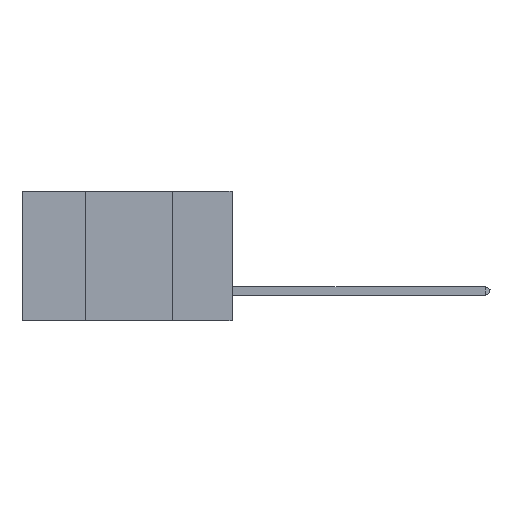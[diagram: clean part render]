
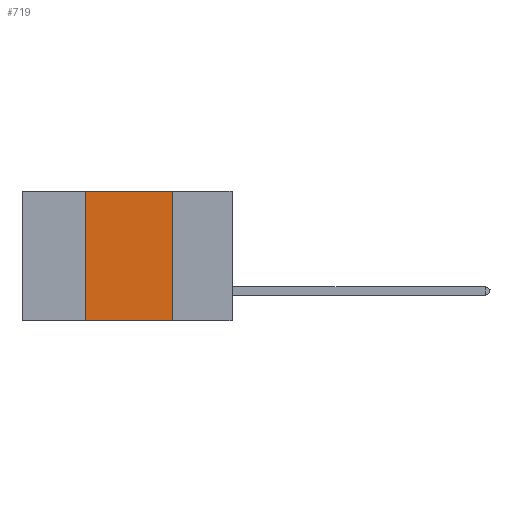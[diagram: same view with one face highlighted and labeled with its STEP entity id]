
A CAD part, left-side view. The second image highlights one B-rep face of the part: STEP entity #719.
In plain terms, the highlighted planar face has unit normal (-1, 0, 0).
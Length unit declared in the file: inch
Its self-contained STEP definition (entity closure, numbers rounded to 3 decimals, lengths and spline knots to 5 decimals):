
#36 = ORIENTED_EDGE ( 'NONE', *, *, #17306, .F. ) ;
#719 = ADVANCED_FACE ( 'NONE', ( #2894 ), #16550, .F. ) ;
#1032 = DIRECTION ( 'NONE',  ( 0., 0., -1. ) ) ;
#1160 = VERTEX_POINT ( 'NONE', #2384 ) ;
#2384 = CARTESIAN_POINT ( 'NONE',  ( 0., 0.42, 0. ) ) ;
#2894 = FACE_OUTER_BOUND ( 'NONE', #13456, .T. ) ;
#4043 = ORIENTED_EDGE ( 'NONE', *, *, #20540, .F. ) ;
#4482 = VECTOR ( 'NONE', #6976, 39.37008 ) ;
#4697 = DIRECTION ( 'NONE',  ( 1., 0., 0. ) ) ;
#5473 = VERTEX_POINT ( 'NONE', #18896 ) ;
#5659 = CARTESIAN_POINT ( 'NONE',  ( 0., 0.17, -0.37 ) ) ;
#6312 = LINE ( 'NONE', #12994, #4482 ) ;
#6656 = DIRECTION ( 'NONE',  ( 0., 0., -1. ) ) ;
#6976 = DIRECTION ( 'NONE',  ( 0., -1., 0. ) ) ;
#7279 = VERTEX_POINT ( 'NONE', #16836 ) ;
#7415 = VECTOR ( 'NONE', #1032, 39.37008 ) ;
#8353 = VERTEX_POINT ( 'NONE', #5659 ) ;
#9448 = CARTESIAN_POINT ( 'NONE',  ( 0., 0.6, 0. ) ) ;
#9995 = ORIENTED_EDGE ( 'NONE', *, *, #21459, .T. ) ;
#12118 = LINE ( 'NONE', #9448, #20405 ) ;
#12843 = AXIS2_PLACEMENT_3D ( 'NONE', #16386, #4697, #6656 ) ;
#12932 = DIRECTION ( 'NONE',  ( 0., 0., 1. ) ) ;
#12994 = CARTESIAN_POINT ( 'NONE',  ( 0., 0.6, -0.37 ) ) ;
#13456 = EDGE_LOOP ( 'NONE', ( #36, #4043, #15394, #9995 ) ) ;
#14822 = CARTESIAN_POINT ( 'NONE',  ( 0., 0.42, 0. ) ) ;
#15394 = ORIENTED_EDGE ( 'NONE', *, *, #17522, .F. ) ;
#15643 = LINE ( 'NONE', #24421, #7415 ) ;
#16386 = CARTESIAN_POINT ( 'NONE',  ( 0., 0.6, 0. ) ) ;
#16550 = PLANE ( 'NONE',  #12843 ) ;
#16836 = CARTESIAN_POINT ( 'NONE',  ( 0., 0.42, -0.37 ) ) ;
#17168 = LINE ( 'NONE', #14822, #23559 ) ;
#17306 = EDGE_CURVE ( 'NONE', #5473, #8353, #15643, .T. ) ;
#17522 = EDGE_CURVE ( 'NONE', #7279, #1160, #17168, .T. ) ;
#18896 = CARTESIAN_POINT ( 'NONE',  ( 0., 0.17, 0. ) ) ;
#19217 = DIRECTION ( 'NONE',  ( 0., -1., 0. ) ) ;
#20405 = VECTOR ( 'NONE', #19217, 39.37008 ) ;
#20540 = EDGE_CURVE ( 'NONE', #1160, #5473, #12118, .T. ) ;
#21459 = EDGE_CURVE ( 'NONE', #7279, #8353, #6312, .T. ) ;
#23559 = VECTOR ( 'NONE', #12932, 39.37008 ) ;
#24421 = CARTESIAN_POINT ( 'NONE',  ( 0., 0.17, 0. ) ) ;
